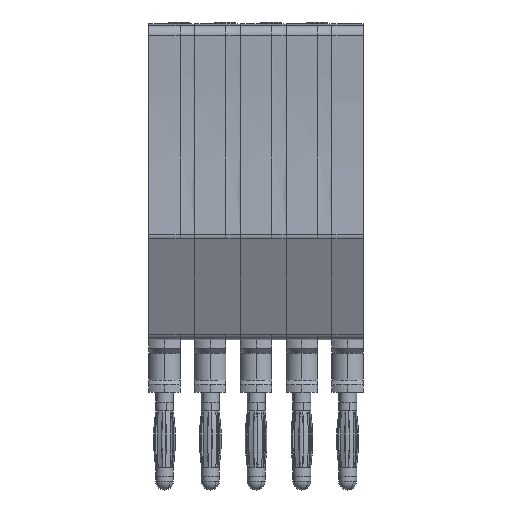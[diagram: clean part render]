
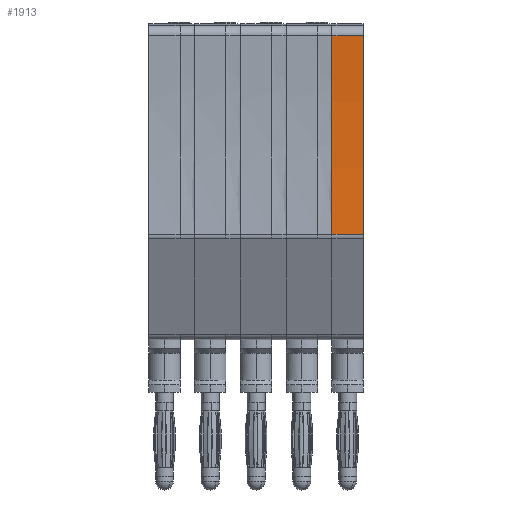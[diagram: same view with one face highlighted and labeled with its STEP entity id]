
A CAD part, front view. The second image highlights one B-rep face of the part: STEP entity #1913.
In plain terms, the highlighted cylindrical face has radius 150 mm (diameter 300 mm), a partial arc.
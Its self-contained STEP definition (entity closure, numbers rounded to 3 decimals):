
#201=AXIS2_PLACEMENT_3D('Circle Axis2P3D',#199,#200,$) ;
#900=AXIS2_PLACEMENT_3D('Circle Axis2P3D',#898,#899,$) ;
#1900=AXIS2_PLACEMENT_3D('Cylinder Axis2P3D',#1897,#1898,#1899) ;
#196=CARTESIAN_POINT('Vertex',(23.915,0.004,50.619)) ;
#199=CARTESIAN_POINT('Axis2P3D Location',(23.915,-149.417,37.45)) ;
#203=CARTESIAN_POINT('Vertex',(23.915,0.314,28.47)) ;
#895=CARTESIAN_POINT('Vertex',(20.415,0.314,28.47)) ;
#898=CARTESIAN_POINT('Axis2P3D Location',(20.415,-149.417,37.45)) ;
#902=CARTESIAN_POINT('Vertex',(20.415,0.004,50.619)) ;
#1884=CARTESIAN_POINT('Line Origine',(21.29,0.004,50.619)) ;
#1897=CARTESIAN_POINT('Axis2P3D Location',(21.29,-149.417,37.45)) ;
#1902=CARTESIAN_POINT('Line Origine',(21.29,0.314,28.47)) ;
#200=DIRECTION('Axis2P3D Direction',(1.,0.,0.)) ;
#899=DIRECTION('Axis2P3D Direction',(1.,0.,0.)) ;
#1885=DIRECTION('Vector Direction',(1.,0.,0.)) ;
#1898=DIRECTION('Axis2P3D Direction',(1.,0.,0.)) ;
#1899=DIRECTION('Axis2P3D XDirection',(0.,0.998,-0.06)) ;
#1903=DIRECTION('Vector Direction',(1.,0.,0.)) ;
#1886=VECTOR('Line Direction',#1885,1.) ;
#1904=VECTOR('Line Direction',#1903,1.) ;
#1908=ORIENTED_EDGE('',*,*,#904,.T.) ;
#1909=ORIENTED_EDGE('',*,*,#1906,.T.) ;
#1910=ORIENTED_EDGE('',*,*,#205,.T.) ;
#1911=ORIENTED_EDGE('',*,*,#1888,.F.) ;
#1913=ADVANCED_FACE('MLD_1-5.1',(#1912),#1901,.F.) ;
#202=CIRCLE('generated circle',#201,150.) ;
#901=CIRCLE('generated circle',#900,150.) ;
#1901=CYLINDRICAL_SURFACE('generated cylinder',#1900,150.) ;
#205=EDGE_CURVE('',#204,#197,#202,.T.) ;
#904=EDGE_CURVE('',#903,#896,#901,.F.) ;
#1888=EDGE_CURVE('',#903,#197,#1887,.T.) ;
#1906=EDGE_CURVE('',#896,#204,#1905,.T.) ;
#1907=EDGE_LOOP('',(#1908,#1909,#1910,#1911)) ;
#1912=FACE_OUTER_BOUND('',#1907,.T.) ;
#1887=LINE('Line',#1884,#1886) ;
#1905=LINE('Line',#1902,#1904) ;
#197=VERTEX_POINT('',#196) ;
#204=VERTEX_POINT('',#203) ;
#896=VERTEX_POINT('',#895) ;
#903=VERTEX_POINT('',#902) ;
